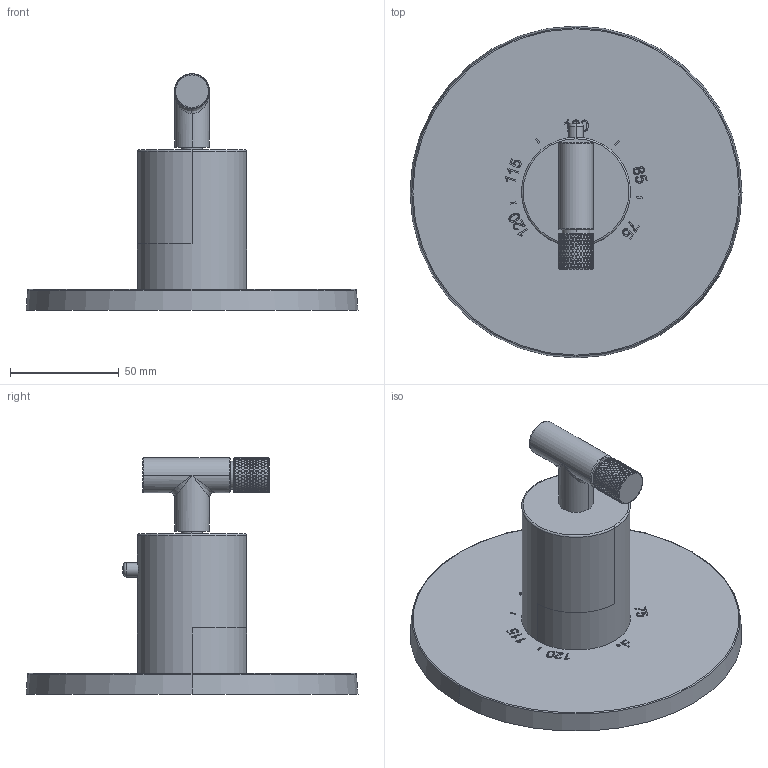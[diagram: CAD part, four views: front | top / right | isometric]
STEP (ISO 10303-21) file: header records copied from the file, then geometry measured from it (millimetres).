
FILE_DESCRIPTION((''),'2;1');
FILE_NAME('3-3294TR','2021-09-21T09:47:38',('jinson.thomas'),(''),'CREO PARAMETRIC BY PTC INC, 2018400','CREO PARAMETRIC BY PTC INC, 2018400','');
FILE_SCHEMA(('CONFIG_CONTROL_DESIGN'));
Length unit declared in the file: inch
Products named in the file (1): 3-3294TR
Bounding box: 152.4 x 152.4 x 108.53 mm (x, y, z)
Volume: 313462.6 mm3; surface area: 55363 mm2
Topology: 1 solids, 1 shells, 2605 faces, 5560 edges, 2983 vertices
Faces by surface type: bspline 1853, cylinder 441, extrusion 182, plane 109, torus 14, cone 4, sphere 2
Entity records: 106563 total; most frequent: CARTESIAN_POINT 67313, ORIENTED_EDGE 11116, EDGE_CURVE 5558, B_SPLINE_CURVE_WITH_KNOTS 5178, VERTEX_POINT 2983, EDGE_LOOP 2635, FACE_OUTER_BOUND 2605, ADVANCED_FACE 2605
